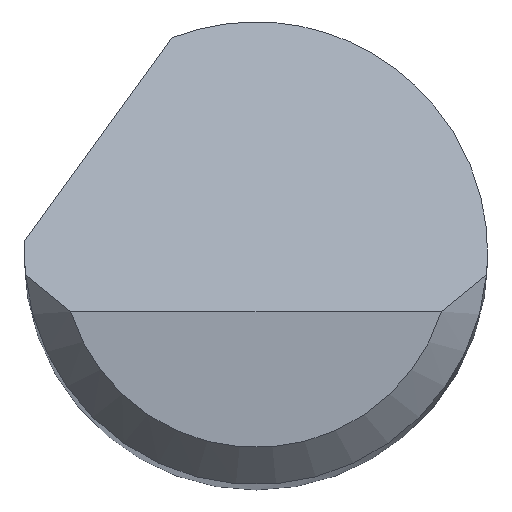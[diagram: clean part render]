
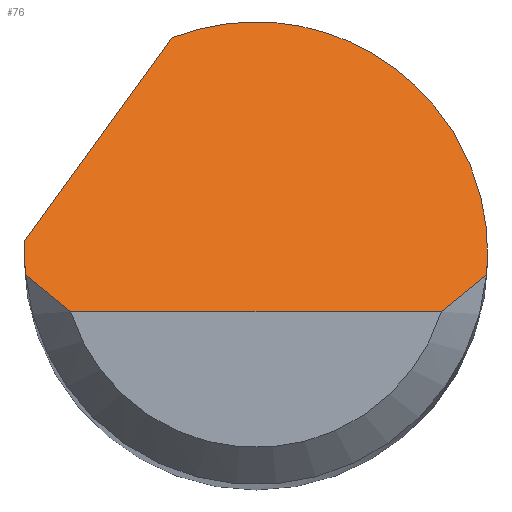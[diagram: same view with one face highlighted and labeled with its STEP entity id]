
A CAD part, top view. The second image highlights one B-rep face of the part: STEP entity #76.
In plain terms, the highlighted planar face has unit normal (0, 0.707, 0.707).
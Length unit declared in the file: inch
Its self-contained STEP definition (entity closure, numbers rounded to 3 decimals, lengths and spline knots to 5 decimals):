
#5 = VERTEX_POINT ( 'NONE', #302 ) ;
#8 = CARTESIAN_POINT ( 'NONE',  ( -0.03394, 0.08739, 1.38886 ) ) ;
#22 = CARTESIAN_POINT ( 'NONE',  ( -0.03394, 0.08739, 1.38886 ) ) ;
#33 = CARTESIAN_POINT ( 'NONE',  ( -0.09371, 0.00333, 1.47292 ) ) ;
#52 = PLANE ( 'NONE',  #315 ) ;
#53 = VERTEX_POINT ( 'NONE', #145 ) ;
#60 = LINE ( 'NONE', #522, #88 ) ;
#69 = CARTESIAN_POINT ( 'NONE',  ( 0.09361, -0.00584, 1.48209 ) ) ;
#70 = VERTEX_POINT ( 'NONE', #8 ) ;
#75 = CARTESIAN_POINT ( 'NONE',  ( 0.09375, -0.00292, 1.47917 ) ) ;
#76 = ADVANCED_FACE ( 'NONE', ( #195 ), #52, .F. ) ;
#77 = ORIENTED_EDGE ( 'NONE', *, *, #432, .T. ) ;
#78 = CARTESIAN_POINT ( 'NONE',  ( -0.09375, 0., 1.47625 ) ) ;
#88 = VECTOR ( 'NONE', #359, 39.37008 ) ;
#89 = VERTEX_POINT ( 'NONE', #102 ) ;
#93 = ORIENTED_EDGE ( 'NONE', *, *, #172, .T. ) ;
#101 = ORIENTED_EDGE ( 'NONE', *, *, #283, .F. ) ;
#102 = CARTESIAN_POINT ( 'NONE',  ( 0.07508, -0.02375, 1.5 ) ) ;
#104 = DIRECTION ( 'NONE',  ( 0., -0.707, -0.707 ) ) ;
#119 = ORIENTED_EDGE ( 'NONE', *, *, #304, .T. ) ;
#120 = CARTESIAN_POINT ( 'NONE',  ( -0.09334, -0.00875, 1.485 ) ) ;
#141 = CARTESIAN_POINT ( 'NONE',  ( -0.09334, -0.00875, 1.485 ) ) ;
#145 = CARTESIAN_POINT ( 'NONE',  ( 0.09375, 0., 1.47625 ) ) ;
#149 = VECTOR ( 'NONE', #536, 39.37008 ) ;
#150 = VERTEX_POINT ( 'NONE', #495 ) ;
#151 = CARTESIAN_POINT ( 'NONE',  ( 0.09375, 0.07266, 1.40359 ) ) ;
#152 = ORIENTED_EDGE ( 'NONE', *, *, #369, .T. ) ;
#162 = EDGE_LOOP ( 'NONE', ( #152, #93, #405, #475, #77, #101, #528, #119 ) ) ;
#165 = LINE ( 'NONE', #286, #149 ) ;
#172 = EDGE_CURVE ( 'NONE', #89, #150, #489, .T. ) ;
#184 = CARTESIAN_POINT ( 'NONE',  ( -0.07508, -0.02375, 1.5 ) ) ;
#195 = FACE_OUTER_BOUND ( 'NONE', #162, .T. ) ;
#240 = CARTESIAN_POINT ( 'NONE',  ( 0.09375, 0., 1.47625 ) ) ;
#255 =( BOUNDED_CURVE ( )  B_SPLINE_CURVE ( 3, ( #240, #75, #69, #278 ),
 .UNSPECIFIED., .F., .T. ) 
 B_SPLINE_CURVE_WITH_KNOTS ( ( 4, 4 ),
 ( 1.5708, 1.66427 ),
 .UNSPECIFIED. ) 
 CURVE ( )  GEOMETRIC_REPRESENTATION_ITEM ( )  RATIONAL_B_SPLINE_CURVE ( ( 1., 0.999, 0.999, 1. ) ) 
 REPRESENTATION_ITEM ( '' )  );
#270 = DIRECTION ( 'NONE',  ( 0., 0.707, -0.707 ) ) ;
#278 = CARTESIAN_POINT ( 'NONE',  ( 0.09334, -0.00875, 1.485 ) ) ;
#280 = VERTEX_POINT ( 'NONE', #492 ) ;
#283 = EDGE_CURVE ( 'NONE', #535, #280, #507, .T. ) ;
#285 = CARTESIAN_POINT ( 'NONE',  ( -0.09375, 0.00167, 1.47458 ) ) ;
#286 = CARTESIAN_POINT ( 'NONE',  ( -0.11014, -0.01781, 1.49406 ) ) ;
#302 = CARTESIAN_POINT ( 'NONE',  ( -0.07508, -0.02375, 1.5 ) ) ;
#304 = EDGE_CURVE ( 'NONE', #403, #5, #354, .T. ) ;
#315 = AXIS2_PLACEMENT_3D ( 'NONE', #391, #104, #270 ) ;
#324 = CARTESIAN_POINT ( 'NONE',  ( 0.08157, -0.019, 1.49525 ) ) ;
#342 = CARTESIAN_POINT ( 'NONE',  ( -0.08157, -0.019, 1.49525 ) ) ;
#354 = B_SPLINE_CURVE_WITH_KNOTS ( 'NONE', 3,
 ( #141, #419, #342, #184 ),
 .UNSPECIFIED., .F., .F.,
 ( 4, 4 ),
 ( 0., 0.00071 ),
 .UNSPECIFIED. ) ;
#359 = DIRECTION ( 'NONE',  ( 1., 0., 0. ) ) ;
#361 =( BOUNDED_CURVE ( )  B_SPLINE_CURVE ( 3, ( #22, #530, #151, #487 ),
 .UNSPECIFIED., .F., .T. ) 
 B_SPLINE_CURVE_WITH_KNOTS ( ( 4, 4 ),
 ( 5.91277, 7.85398 ),
 .UNSPECIFIED. ) 
 CURVE ( )  GEOMETRIC_REPRESENTATION_ITEM ( )  RATIONAL_B_SPLINE_CURVE ( ( 1., 0.71, 0.71, 1. ) ) 
 REPRESENTATION_ITEM ( '' )  );
#369 = EDGE_CURVE ( 'NONE', #5, #89, #60, .T. ) ;
#380 = EDGE_CURVE ( 'NONE', #53, #150, #255, .T. ) ;
#391 = CARTESIAN_POINT ( 'NONE',  ( -0.09375, -0.02375, 1.5 ) ) ;
#395 = CARTESIAN_POINT ( 'NONE',  ( -0.09334, -0.00875, 1.485 ) ) ;
#402 = CARTESIAN_POINT ( 'NONE',  ( 0.09334, -0.00875, 1.485 ) ) ;
#403 = VERTEX_POINT ( 'NONE', #395 ) ;
#404 = CARTESIAN_POINT ( 'NONE',  ( -0.09375, -0.00292, 1.47917 ) ) ;
#405 = ORIENTED_EDGE ( 'NONE', *, *, #380, .F. ) ;
#410 = CARTESIAN_POINT ( 'NONE',  ( -0.09375, 0., 1.47625 ) ) ;
#419 = CARTESIAN_POINT ( 'NONE',  ( -0.08761, -0.01397, 1.49022 ) ) ;
#432 = EDGE_CURVE ( 'NONE', #70, #280, #165, .T. ) ;
#437 = EDGE_CURVE ( 'NONE', #403, #535, #511, .T. ) ;
#451 = CARTESIAN_POINT ( 'NONE',  ( -0.09361, -0.00584, 1.48209 ) ) ;
#452 = EDGE_CURVE ( 'NONE', #70, #53, #361, .T. ) ;
#454 = CARTESIAN_POINT ( 'NONE',  ( 0.07508, -0.02375, 1.5 ) ) ;
#469 = CARTESIAN_POINT ( 'NONE',  ( -0.09375, 0., 1.47625 ) ) ;
#475 = ORIENTED_EDGE ( 'NONE', *, *, #452, .F. ) ;
#487 = CARTESIAN_POINT ( 'NONE',  ( 0.09375, 0., 1.47625 ) ) ;
#489 = B_SPLINE_CURVE_WITH_KNOTS ( 'NONE', 3,
 ( #454, #324, #503, #402 ),
 .UNSPECIFIED., .F., .F.,
 ( 4, 4 ),
 ( 0., 0.00071 ),
 .UNSPECIFIED. ) ;
#492 = CARTESIAN_POINT ( 'NONE',  ( -0.09362, 0.005, 1.47125 ) ) ;
#495 = CARTESIAN_POINT ( 'NONE',  ( 0.09334, -0.00875, 1.485 ) ) ;
#503 = CARTESIAN_POINT ( 'NONE',  ( 0.08761, -0.01397, 1.49022 ) ) ;
#507 =( BOUNDED_CURVE ( )  B_SPLINE_CURVE ( 3, ( #410, #285, #33, #539 ),
 .UNSPECIFIED., .F., .F. ) 
 B_SPLINE_CURVE_WITH_KNOTS ( ( 4, 4 ),
 ( 4.71239, 4.76575 ),
 .UNSPECIFIED. ) 
 CURVE ( )  GEOMETRIC_REPRESENTATION_ITEM ( )  RATIONAL_B_SPLINE_CURVE ( ( 1., 1., 1., 1. ) ) 
 REPRESENTATION_ITEM ( '' )  );
#511 =( BOUNDED_CURVE ( )  B_SPLINE_CURVE ( 3, ( #120, #451, #404, #78 ),
 .UNSPECIFIED., .F., .T. ) 
 B_SPLINE_CURVE_WITH_KNOTS ( ( 4, 4 ),
 ( 4.61892, 4.71239 ),
 .UNSPECIFIED. ) 
 CURVE ( )  GEOMETRIC_REPRESENTATION_ITEM ( )  RATIONAL_B_SPLINE_CURVE ( ( 1., 0.999, 0.999, 1. ) ) 
 REPRESENTATION_ITEM ( '' )  );
#522 = CARTESIAN_POINT ( 'NONE',  ( 0., -0.02375, 1.5 ) ) ;
#528 = ORIENTED_EDGE ( 'NONE', *, *, #437, .F. ) ;
#530 = CARTESIAN_POINT ( 'NONE',  ( 0.03379, 0.11369, 1.36256 ) ) ;
#535 = VERTEX_POINT ( 'NONE', #469 ) ;
#536 = DIRECTION ( 'NONE',  ( -0.456, -0.629, 0.629 ) ) ;
#539 = CARTESIAN_POINT ( 'NONE',  ( -0.09362, 0.005, 1.47125 ) ) ;
